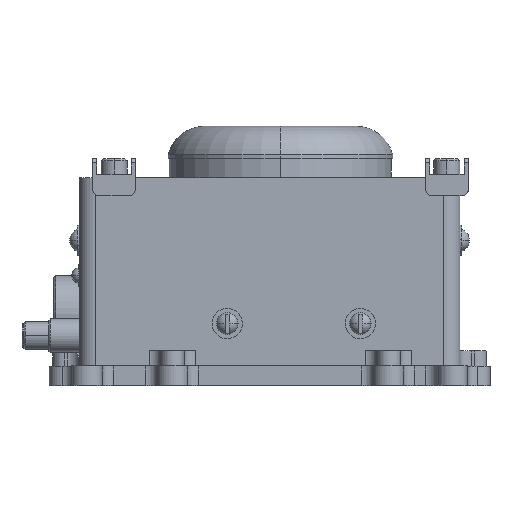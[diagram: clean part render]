
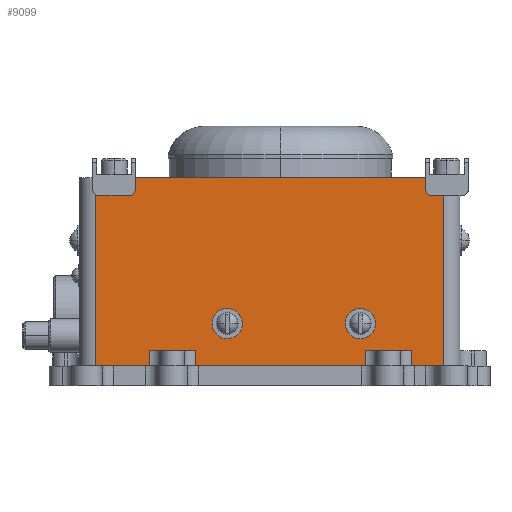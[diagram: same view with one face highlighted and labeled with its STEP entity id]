
A CAD part, top view. The second image highlights one B-rep face of the part: STEP entity #9099.
In plain terms, the highlighted planar face has unit normal (0, 0, 1).
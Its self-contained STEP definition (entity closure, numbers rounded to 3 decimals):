
#168 = ORIENTED_EDGE ( 'NONE', *, *, #7706, .F. ) ;
#688 = LINE ( 'NONE', #10459, #2725 ) ;
#733 = CARTESIAN_POINT ( 'NONE',  ( 19.6, -44.5, 25.7 ) ) ;
#989 = VECTOR ( 'NONE', #13998, 1000. ) ;
#1218 = CARTESIAN_POINT ( 'NONE',  ( -42.8, -50., 25.7 ) ) ;
#1485 = VERTEX_POINT ( 'NONE', #1889 ) ;
#1785 = LINE ( 'NONE', #18979, #6136 ) ;
#1889 = CARTESIAN_POINT ( 'NONE',  ( 30.4, -48., 25.7 ) ) ;
#1980 = DIRECTION ( 'NONE',  ( -1., 0., 0. ) ) ;
#2218 = CARTESIAN_POINT ( 'NONE',  ( 37.8, -4.5, 25.7 ) ) ;
#2269 = VECTOR ( 'NONE', #15685, 1000. ) ;
#2316 = DIRECTION ( 'NONE',  ( 0., 0., 1. ) ) ;
#2425 = DIRECTION ( 'NONE',  ( 0., -1., 0. ) ) ;
#2451 = VECTOR ( 'NONE', #12743, 1000. ) ;
#2567 = VERTEX_POINT ( 'NONE', #9348 ) ;
#2725 = VECTOR ( 'NONE', #25433, 1000. ) ;
#2831 = EDGE_CURVE ( 'NONE', #14174, #8592, #14058, .T. ) ;
#2852 = CARTESIAN_POINT ( 'NONE',  ( -19.6, -44.5, 25.7 ) ) ;
#2886 = PLANE ( 'NONE',  #18150 ) ;
#3193 = CARTESIAN_POINT ( 'NONE',  ( 18.5, -38.2, 25.7 ) ) ;
#3307 = EDGE_LOOP ( 'NONE', ( #24100, #12358 ) ) ;
#3308 = DIRECTION ( 'NONE',  ( -1., 0., 0. ) ) ;
#3877 = CARTESIAN_POINT ( 'NONE',  ( -12.3, -38.2, 25.7 ) ) ;
#4527 = EDGE_CURVE ( 'NONE', #2567, #10086, #12677, .T. ) ;
#4635 = VERTEX_POINT ( 'NONE', #11398 ) ;
#5031 = DIRECTION ( 'NONE',  ( -1., 0., 0. ) ) ;
#5175 = VERTEX_POINT ( 'NONE', #2852 ) ;
#5282 = VERTEX_POINT ( 'NONE', #12578 ) ;
#5365 = FACE_BOUND ( 'NONE', #3307, .T. ) ;
#5386 = DIRECTION ( 'NONE',  ( 0., 0., 1. ) ) ;
#5624 = VECTOR ( 'NONE', #26104, 1000. ) ;
#5832 = EDGE_CURVE ( 'NONE', #5175, #11574, #11152, .T. ) ;
#5837 = LINE ( 'NONE', #25243, #15839 ) ;
#5855 = CARTESIAN_POINT ( 'NONE',  ( -10.8, -38.2, 25.7 ) ) ;
#6112 = VERTEX_POINT ( 'NONE', #10763 ) ;
#6136 = VECTOR ( 'NONE', #25422, 1000. ) ;
#6197 = EDGE_CURVE ( 'NONE', #6112, #4635, #8791, .T. ) ;
#6637 = CARTESIAN_POINT ( 'NONE',  ( -19.6, -48., 25.7 ) ) ;
#6715 = CARTESIAN_POINT ( 'NONE',  ( -42.8, -48., 25.7 ) ) ;
#7036 = AXIS2_PLACEMENT_3D ( 'NONE', #3877, #13819, #13274 ) ;
#7218 = ORIENTED_EDGE ( 'NONE', *, *, #7536, .F. ) ;
#7364 = LINE ( 'NONE', #1218, #989 ) ;
#7406 = CARTESIAN_POINT ( 'NONE',  ( 0., -4.5, 25.7 ) ) ;
#7452 = LINE ( 'NONE', #10376, #18146 ) ;
#7536 = EDGE_CURVE ( 'NONE', #26460, #11701, #7452, .T. ) ;
#7628 = CARTESIAN_POINT ( 'NONE',  ( 19.6, -44.5, 25.7 ) ) ;
#7706 = EDGE_CURVE ( 'NONE', #12660, #15072, #25505, .T. ) ;
#7929 = VECTOR ( 'NONE', #15319, 1000. ) ;
#8034 = AXIS2_PLACEMENT_3D ( 'NONE', #18179, #5386, #20724 ) ;
#8570 = ORIENTED_EDGE ( 'NONE', *, *, #2831, .T. ) ;
#8592 = VERTEX_POINT ( 'NONE', #7406 ) ;
#8642 = ORIENTED_EDGE ( 'NONE', *, *, #6197, .F. ) ;
#8791 = LINE ( 'NONE', #15418, #2451 ) ;
#9099 = ADVANCED_FACE ( 'NONE', ( #22435, #5365, #16063 ), #2886, .F. ) ;
#9219 = CARTESIAN_POINT ( 'NONE',  ( -42.8, -50., 25.7 ) ) ;
#9348 = CARTESIAN_POINT ( 'NONE',  ( -13.8, -38.2, 25.7 ) ) ;
#9437 = EDGE_CURVE ( 'NONE', #11701, #26524, #7364, .T. ) ;
#9757 = VECTOR ( 'NONE', #2425, 1000. ) ;
#10086 = VERTEX_POINT ( 'NONE', #5855 ) ;
#10134 = ORIENTED_EDGE ( 'NONE', *, *, #10634, .F. ) ;
#10196 = ORIENTED_EDGE ( 'NONE', *, *, #17828, .T. ) ;
#10376 = CARTESIAN_POINT ( 'NONE',  ( 37.8, -48., 25.7 ) ) ;
#10459 = CARTESIAN_POINT ( 'NONE',  ( 37.8, -50., 25.7 ) ) ;
#10466 = CARTESIAN_POINT ( 'NONE',  ( 17., -38.2, 25.7 ) ) ;
#10634 = EDGE_CURVE ( 'NONE', #21273, #1485, #23340, .T. ) ;
#10763 = CARTESIAN_POINT ( 'NONE',  ( 19.6, -48., 25.7 ) ) ;
#10860 = ORIENTED_EDGE ( 'NONE', *, *, #22223, .T. ) ;
#10937 = CARTESIAN_POINT ( 'NONE',  ( 20., -38.2, 25.7 ) ) ;
#11152 = LINE ( 'NONE', #26905, #21852 ) ;
#11359 = CARTESIAN_POINT ( 'NONE',  ( 37.8, -48., 25.7 ) ) ;
#11398 = CARTESIAN_POINT ( 'NONE',  ( -19.6, -48., 25.7 ) ) ;
#11574 = VERTEX_POINT ( 'NONE', #21194 ) ;
#11658 = ORIENTED_EDGE ( 'NONE', *, *, #27444, .T. ) ;
#11699 = VECTOR ( 'NONE', #3308, 1000. ) ;
#11701 = VERTEX_POINT ( 'NONE', #6715 ) ;
#11979 = EDGE_CURVE ( 'NONE', #10086, #2567, #14549, .T. ) ;
#12285 = LINE ( 'NONE', #733, #2269 ) ;
#12358 = ORIENTED_EDGE ( 'NONE', *, *, #4527, .F. ) ;
#12368 = LINE ( 'NONE', #16098, #11699 ) ;
#12411 = EDGE_LOOP ( 'NONE', ( #17440, #25575, #10134, #10860, #8570, #11658, #23229, #7218, #15548, #16060, #24046, #8642, #10196 ) ) ;
#12578 = CARTESIAN_POINT ( 'NONE',  ( 30.4, -44.5, 25.7 ) ) ;
#12660 = VERTEX_POINT ( 'NONE', #10466 ) ;
#12677 = CIRCLE ( 'NONE', #7036, 1.5 ) ;
#12743 = DIRECTION ( 'NONE',  ( -1., 0., 0. ) ) ;
#13092 = AXIS2_PLACEMENT_3D ( 'NONE', #15095, #2316, #17259 ) ;
#13198 = CARTESIAN_POINT ( 'NONE',  ( -30.4, -44.5, 25.7 ) ) ;
#13274 = DIRECTION ( 'NONE',  ( 1., 0., 0. ) ) ;
#13426 = EDGE_CURVE ( 'NONE', #5282, #1485, #5837, .T. ) ;
#13598 = LINE ( 'NONE', #13198, #7929 ) ;
#13819 = DIRECTION ( 'NONE',  ( 0., 0., 1. ) ) ;
#13822 = DIRECTION ( 'NONE',  ( 0., 0., 1. ) ) ;
#13998 = DIRECTION ( 'NONE',  ( 0., 1., 0. ) ) ;
#14058 = LINE ( 'NONE', #22081, #25161 ) ;
#14174 = VERTEX_POINT ( 'NONE', #2218 ) ;
#14541 = CARTESIAN_POINT ( 'NONE',  ( -42.8, -4.5, 25.7 ) ) ;
#14549 = CIRCLE ( 'NONE', #8034, 1.5 ) ;
#15072 = VERTEX_POINT ( 'NONE', #10937 ) ;
#15095 = CARTESIAN_POINT ( 'NONE',  ( 18.5, -38.2, 25.7 ) ) ;
#15319 = DIRECTION ( 'NONE',  ( 0., 1., 0. ) ) ;
#15418 = CARTESIAN_POINT ( 'NONE',  ( 37.8, -48., 25.7 ) ) ;
#15420 = LINE ( 'NONE', #6637, #9757 ) ;
#15548 = ORIENTED_EDGE ( 'NONE', *, *, #19050, .T. ) ;
#15652 = EDGE_LOOP ( 'NONE', ( #18130, #168 ) ) ;
#15685 = DIRECTION ( 'NONE',  ( 0., 1., 0. ) ) ;
#15839 = VECTOR ( 'NONE', #27408, 1000. ) ;
#16060 = ORIENTED_EDGE ( 'NONE', *, *, #5832, .F. ) ;
#16063 = FACE_OUTER_BOUND ( 'NONE', #12411, .T. ) ;
#16098 = CARTESIAN_POINT ( 'NONE',  ( -42.8, -4.5, 25.7 ) ) ;
#16151 = AXIS2_PLACEMENT_3D ( 'NONE', #3193, #13822, #24500 ) ;
#17259 = DIRECTION ( 'NONE',  ( 1., 0., 0. ) ) ;
#17440 = ORIENTED_EDGE ( 'NONE', *, *, #25497, .F. ) ;
#17817 = DIRECTION ( 'NONE',  ( 0., 0., -1. ) ) ;
#17828 = EDGE_CURVE ( 'NONE', #6112, #18723, #12285, .T. ) ;
#17927 = DIRECTION ( 'NONE',  ( -1., 0., 0. ) ) ;
#18130 = ORIENTED_EDGE ( 'NONE', *, *, #24450, .F. ) ;
#18146 = VECTOR ( 'NONE', #22388, 1000. ) ;
#18150 = AXIS2_PLACEMENT_3D ( 'NONE', #9219, #17817, #5031 ) ;
#18179 = CARTESIAN_POINT ( 'NONE',  ( -12.3, -38.2, 25.7 ) ) ;
#18365 = CIRCLE ( 'NONE', #13092, 1.5 ) ;
#18723 = VERTEX_POINT ( 'NONE', #7628 ) ;
#18979 = CARTESIAN_POINT ( 'NONE',  ( 27.7, -44.5, 25.7 ) ) ;
#19050 = EDGE_CURVE ( 'NONE', #26460, #11574, #13598, .T. ) ;
#19649 = CARTESIAN_POINT ( 'NONE',  ( 37.8, -48., 25.7 ) ) ;
#20724 = DIRECTION ( 'NONE',  ( 1., 0., 0. ) ) ;
#21194 = CARTESIAN_POINT ( 'NONE',  ( -30.4, -44.5, 25.7 ) ) ;
#21273 = VERTEX_POINT ( 'NONE', #11359 ) ;
#21852 = VECTOR ( 'NONE', #17927, 1000. ) ;
#22081 = CARTESIAN_POINT ( 'NONE',  ( -42.8, -4.5, 25.7 ) ) ;
#22223 = EDGE_CURVE ( 'NONE', #21273, #14174, #688, .T. ) ;
#22388 = DIRECTION ( 'NONE',  ( -1., 0., 0. ) ) ;
#22435 = FACE_BOUND ( 'NONE', #15652, .T. ) ;
#22883 = CARTESIAN_POINT ( 'NONE',  ( -30.4, -48., 25.7 ) ) ;
#23229 = ORIENTED_EDGE ( 'NONE', *, *, #9437, .F. ) ;
#23340 = LINE ( 'NONE', #19649, #5624 ) ;
#24046 = ORIENTED_EDGE ( 'NONE', *, *, #26077, .T. ) ;
#24100 = ORIENTED_EDGE ( 'NONE', *, *, #11979, .F. ) ;
#24450 = EDGE_CURVE ( 'NONE', #15072, #12660, #18365, .T. ) ;
#24500 = DIRECTION ( 'NONE',  ( 1., 0., 0. ) ) ;
#25161 = VECTOR ( 'NONE', #1980, 1000. ) ;
#25243 = CARTESIAN_POINT ( 'NONE',  ( 30.4, -48., 25.7 ) ) ;
#25422 = DIRECTION ( 'NONE',  ( -1., 0., 0. ) ) ;
#25433 = DIRECTION ( 'NONE',  ( 0., 1., 0. ) ) ;
#25497 = EDGE_CURVE ( 'NONE', #5282, #18723, #1785, .T. ) ;
#25505 = CIRCLE ( 'NONE', #16151, 1.5 ) ;
#25575 = ORIENTED_EDGE ( 'NONE', *, *, #13426, .T. ) ;
#26077 = EDGE_CURVE ( 'NONE', #5175, #4635, #15420, .T. ) ;
#26104 = DIRECTION ( 'NONE',  ( -1., 0., 0. ) ) ;
#26460 = VERTEX_POINT ( 'NONE', #22883 ) ;
#26524 = VERTEX_POINT ( 'NONE', #14541 ) ;
#26905 = CARTESIAN_POINT ( 'NONE',  ( -27.7, -44.5, 25.7 ) ) ;
#27408 = DIRECTION ( 'NONE',  ( 0., -1., 0. ) ) ;
#27444 = EDGE_CURVE ( 'NONE', #8592, #26524, #12368, .T. ) ;
